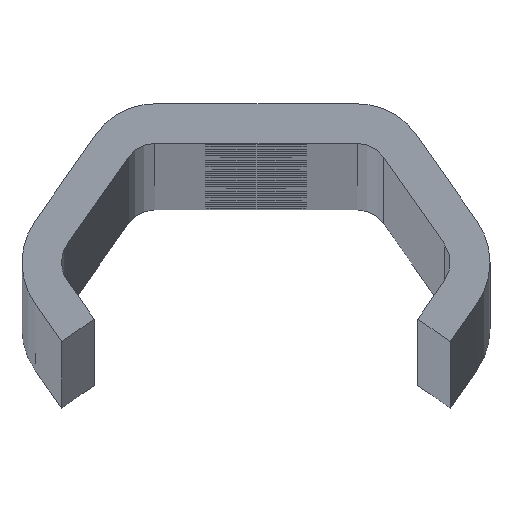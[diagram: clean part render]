
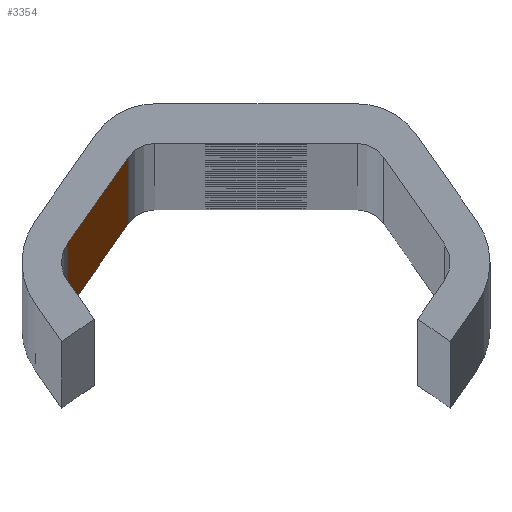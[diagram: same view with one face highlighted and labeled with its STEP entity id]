
A CAD part, top view. The second image highlights one B-rep face of the part: STEP entity #3354.
In plain terms, the highlighted planar face has unit normal (0.819, -0.574, 0).
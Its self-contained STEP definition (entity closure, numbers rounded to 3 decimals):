
#30 = VECTOR ( 'NONE', #5205, 1000. ) ;
#45 = VECTOR ( 'NONE', #2031, 1000. ) ;
#776 = VERTEX_POINT ( 'NONE', #2624 ) ;
#813 = DIRECTION ( 'NONE',  ( -0.819, 0.574, 0. ) ) ;
#869 = ORIENTED_EDGE ( 'NONE', *, *, #2124, .T. ) ;
#979 = CARTESIAN_POINT ( 'NONE',  ( -8.052, 6.635, -1200. ) ) ;
#1202 = AXIS2_PLACEMENT_3D ( 'NONE', #3588, #813, #2664 ) ;
#1587 = DIRECTION ( 'NONE',  ( 0.574, 0.819, 0. ) ) ;
#1684 = VECTOR ( 'NONE', #1587, 1000. ) ;
#1780 = VERTEX_POINT ( 'NONE', #3197 ) ;
#2031 = DIRECTION ( 'NONE',  ( 0., 0., -1. ) ) ;
#2124 = EDGE_CURVE ( 'NONE', #1780, #776, #5051, .T. ) ;
#2206 = DIRECTION ( 'NONE',  ( 0., 0., -1. ) ) ;
#2262 = CARTESIAN_POINT ( 'NONE',  ( -11.883, 1.163, 1200. ) ) ;
#2384 = LINE ( 'NONE', #3338, #30 ) ;
#2396 = ORIENTED_EDGE ( 'NONE', *, *, #2751, .T. ) ;
#2624 = CARTESIAN_POINT ( 'NONE',  ( -11.883, 1.163, -1200. ) ) ;
#2631 = FACE_OUTER_BOUND ( 'NONE', #2681, .T. ) ;
#2664 = DIRECTION ( 'NONE',  ( -0.574, -0.819, 0. ) ) ;
#2681 = EDGE_LOOP ( 'NONE', ( #2396, #3315, #3082, #869 ) ) ;
#2694 = PLANE ( 'NONE',  #1202 ) ;
#2751 = EDGE_CURVE ( 'NONE', #776, #5147, #4791, .T. ) ;
#3082 = ORIENTED_EDGE ( 'NONE', *, *, #5723, .F. ) ;
#3197 = CARTESIAN_POINT ( 'NONE',  ( -11.883, 1.163, 1200. ) ) ;
#3315 = ORIENTED_EDGE ( 'NONE', *, *, #4426, .F. ) ;
#3338 = CARTESIAN_POINT ( 'NONE',  ( -11.883, 1.163, 1200. ) ) ;
#3354 = ADVANCED_FACE ( 'NONE', ( #2631 ), #2694, .F. ) ;
#3387 = CARTESIAN_POINT ( 'NONE',  ( -8.052, 6.635, 1200. ) ) ;
#3588 = CARTESIAN_POINT ( 'NONE',  ( -11.883, 1.163, 1200. ) ) ;
#4350 = VECTOR ( 'NONE', #2206, 1000. ) ;
#4426 = EDGE_CURVE ( 'NONE', #5325, #5147, #4786, .T. ) ;
#4786 = LINE ( 'NONE', #4846, #45 ) ;
#4791 = LINE ( 'NONE', #5254, #1684 ) ;
#4846 = CARTESIAN_POINT ( 'NONE',  ( -8.052, 6.635, 1200. ) ) ;
#5051 = LINE ( 'NONE', #2262, #4350 ) ;
#5147 = VERTEX_POINT ( 'NONE', #979 ) ;
#5205 = DIRECTION ( 'NONE',  ( 0.574, 0.819, 0. ) ) ;
#5254 = CARTESIAN_POINT ( 'NONE',  ( -11.883, 1.163, -1200. ) ) ;
#5325 = VERTEX_POINT ( 'NONE', #3387 ) ;
#5723 = EDGE_CURVE ( 'NONE', #1780, #5325, #2384, .T. ) ;
